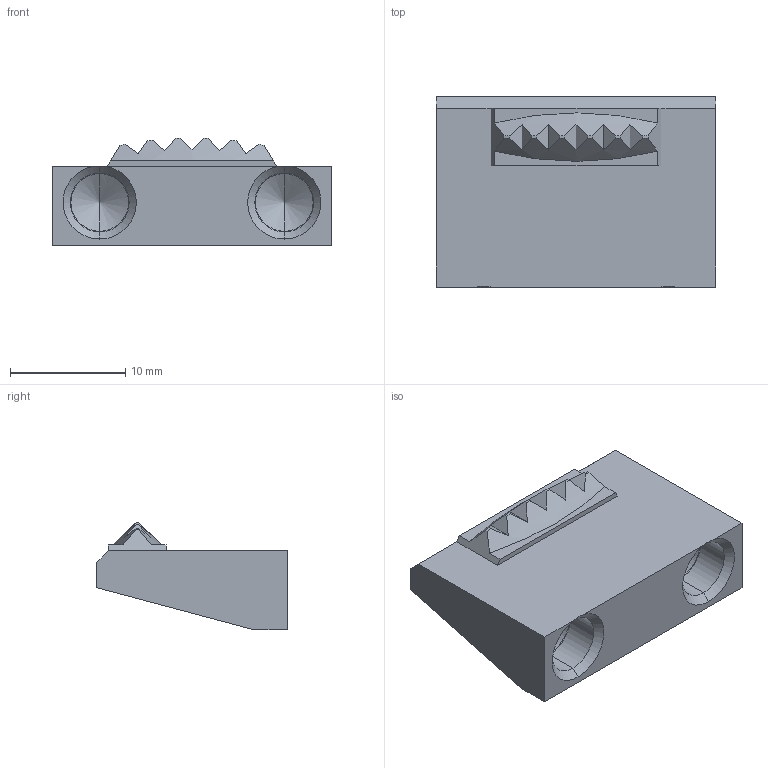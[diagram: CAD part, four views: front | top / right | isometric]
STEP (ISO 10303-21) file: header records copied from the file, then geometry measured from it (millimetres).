
FILE_DESCRIPTION (( 'STEP AP214' ), '1' );
FILE_NAME ('1703.380.stp', '2018-03-26T13:19:40', ( '' ), ( '' ), 'SwSTEP 2.0', 'SolidWorks 2016', '' );
FILE_SCHEMA (( 'AUTOMOTIVE_DESIGN' ));
Length unit declared in the file: millimetre
Products named in the file (1): 1703.380
Bounding box: 24.2 x 16.5 x 9.35 mm (x, y, z)
Volume: 1933.2 mm3; surface area: 1440.7 mm2
Topology: 1 solids, 1 shells, 52 faces, 138 edges, 84 vertices
Faces by surface type: plane 24, cone 14, cylinder 14
Entity records: 1638 total; most frequent: CARTESIAN_POINT 373, ORIENTED_EDGE 268, DIRECTION 242, EDGE_CURVE 134, AXIS2_PLACEMENT_3D 85, VERTEX_POINT 84, VECTOR 72, LINE 72
